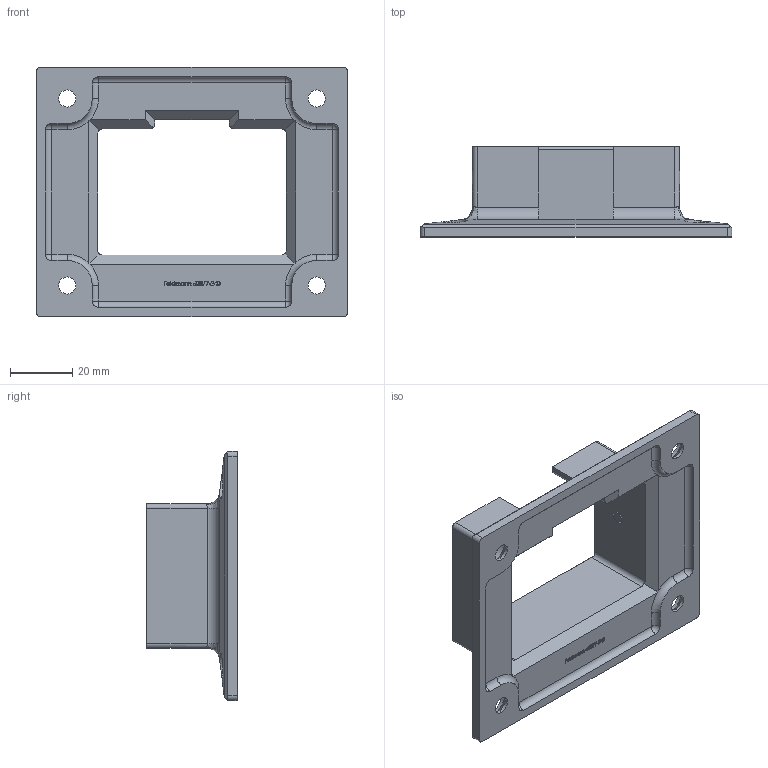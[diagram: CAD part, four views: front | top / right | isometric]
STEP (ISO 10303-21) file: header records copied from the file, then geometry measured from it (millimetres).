
FILE_DESCRIPTION (( 'STEP AP203' ), '1' );
FILE_NAME ('60377-240.step', '2018-11-28T15:36:46', ( '' ), ( '' ), 'SwSTEP 2.0', 'SolidWorks 2015', '' );
FILE_SCHEMA (( 'CONFIG_CONTROL_DESIGN' ));
Length unit declared in the file: millimetre
Products named in the file (3): 6037X-240 Teil1 Konfig_60377-240; 60377-240; DIN913_DIN 913 M5x3
Assembly tree (2 placements, depth 2):
  60377-240
    6037X-240 Teil1 Konfig_60377-240
    DIN913_DIN 913 M5x3
Bounding box: 100 x 29 x 80 mm (x, y, z)
Volume: 32010.4 mm3; surface area: 21701.2 mm2
Topology: 2 solids, 2 shells, 368 faces, 981 edges, 627 vertices
Faces by surface type: plane 178, bspline 111, cylinder 51, cone 16, sphere 8, torus 4
Entity records: 17236 total; most frequent: CARTESIAN_POINT 8684, ORIENTED_EDGE 1942, DIRECTION 1325, EDGE_CURVE 971, VERTEX_POINT 627, LINE 581, VECTOR 581, EDGE_LOOP 400
